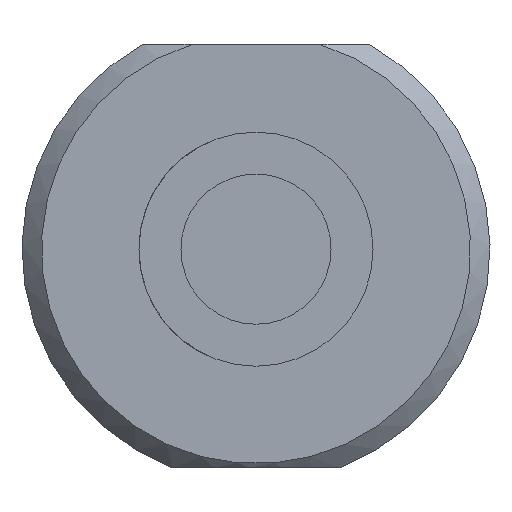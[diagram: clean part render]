
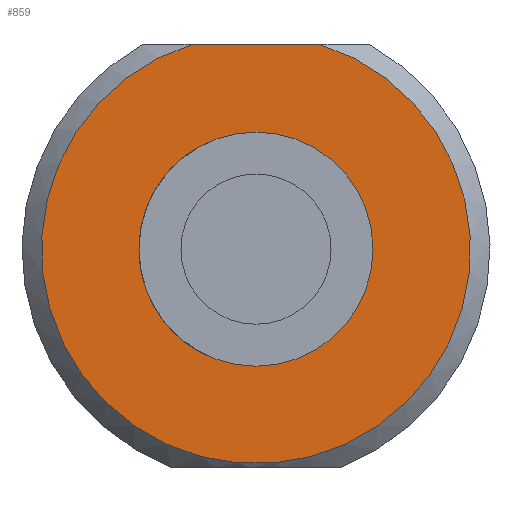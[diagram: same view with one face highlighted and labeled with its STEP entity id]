
A CAD part, front view. The second image highlights one B-rep face of the part: STEP entity #859.
In plain terms, the highlighted planar face has unit normal (0, -1, 0).
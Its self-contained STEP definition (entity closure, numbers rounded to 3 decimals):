
#43=FACE_BOUND('',#189,.T.);
#44=CIRCLE('',#946,3.);
#55=CIRCLE('',#969,5.5);
#116=FACE_OUTER_BOUND('',#188,.T.);
#188=EDGE_LOOP('',(#752,#753));
#189=EDGE_LOOP('',(#754));
#251=LINE('',#1457,#316);
#316=VECTOR('',#1195,10.);
#404=VERTEX_POINT('',#1420);
#409=VERTEX_POINT('',#1435);
#415=VERTEX_POINT('',#1453);
#506=EDGE_CURVE('',#404,#404,#44,.T.);
#519=EDGE_CURVE('',#415,#409,#251,.F.);
#532=EDGE_CURVE('',#409,#415,#55,.T.);
#752=ORIENTED_EDGE('',*,*,#532,.F.);
#753=ORIENTED_EDGE('',*,*,#519,.F.);
#754=ORIENTED_EDGE('',*,*,#506,.T.);
#803=PLANE('',#970);
#859=ADVANCED_FACE('',(#116,#43),#803,.T.);
#946=AXIS2_PLACEMENT_3D('',#1421,#1174,#1175);
#969=AXIS2_PLACEMENT_3D('',#1488,#1229,#1230);
#970=AXIS2_PLACEMENT_3D('',#1489,#1231,#1232);
#1174=DIRECTION('center_axis',(0.,1.,0.));
#1175=DIRECTION('ref_axis',(0.,0.,-1.));
#1195=DIRECTION('',(-1.,0.,0.));
#1229=DIRECTION('center_axis',(0.,1.,0.));
#1230=DIRECTION('ref_axis',(1.,0.,0.));
#1231=DIRECTION('center_axis',(0.,-1.,0.));
#1232=DIRECTION('ref_axis',(0.,0.,-1.));
#1420=CARTESIAN_POINT('',(-26.375,19.,3.125));
#1421=CARTESIAN_POINT('Origin',(-26.375,19.,0.125));
#1435=CARTESIAN_POINT('',(-24.736,19.,5.375));
#1453=CARTESIAN_POINT('',(-28.014,19.,5.375));
#1457=CARTESIAN_POINT('',(-28.033,19.,5.375));
#1488=CARTESIAN_POINT('Origin',(-26.375,19.,0.125));
#1489=CARTESIAN_POINT('Origin',(-26.375,19.,-0.05));
